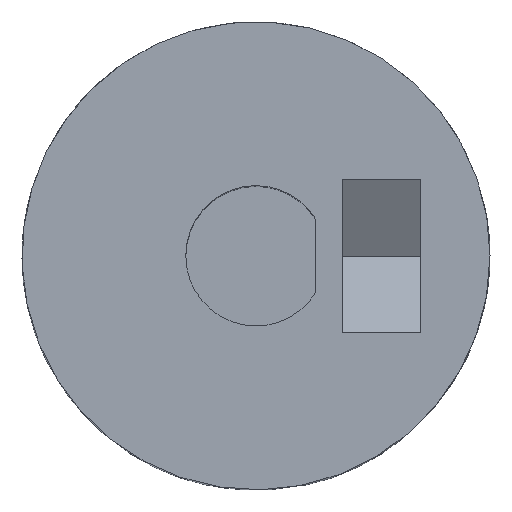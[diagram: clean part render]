
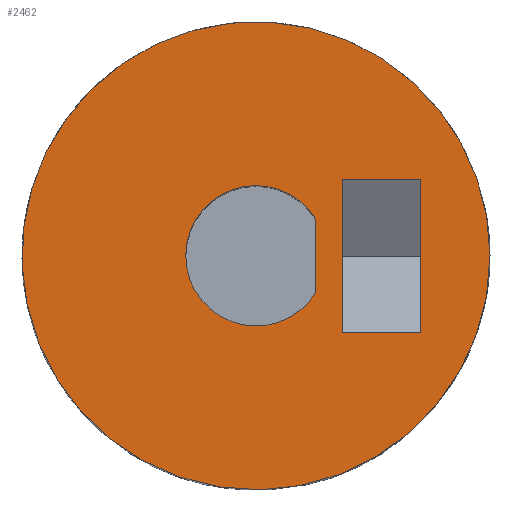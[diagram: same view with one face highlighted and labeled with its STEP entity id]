
A CAD part, top view. The second image highlights one B-rep face of the part: STEP entity #2462.
In plain terms, the highlighted planar face has unit normal (0, 0, 1).
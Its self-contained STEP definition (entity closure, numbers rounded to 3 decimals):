
#20=FACE_BOUND('',#548,.T.);
#21=FACE_BOUND('',#549,.T.);
#414=FACE_OUTER_BOUND('',#547,.T.);
#547=EDGE_LOOP('',(#2276));
#548=EDGE_LOOP('',(#2277,#2278,#2279,#2280));
#549=EDGE_LOOP('',(#2281,#2282));
#554=LINE('',#3228,#689);
#676=LINE('',#6788,#811);
#681=LINE('',#6799,#816);
#683=LINE('',#6807,#818);
#684=LINE('',#6809,#819);
#689=VECTOR('',#2682,2.828);
#811=VECTOR('',#3184,5.9);
#816=VECTOR('',#3195,3.);
#818=VECTOR('',#3205,5.9);
#819=VECTOR('',#3208,3.);
#822=CIRCLE('',#2470,2.7);
#875=CIRCLE('',#2653,9.);
#884=VERTEX_POINT('',#3225);
#885=VERTEX_POINT('',#3227);
#1124=VERTEX_POINT('',#6768);
#1130=VERTEX_POINT('',#6785);
#1131=VERTEX_POINT('',#6787);
#1134=VERTEX_POINT('',#6797);
#1136=VERTEX_POINT('',#6805);
#1143=EDGE_CURVE('',#885,#884,#554,.T.);
#1147=EDGE_CURVE('',#884,#885,#822,.T.);
#1501=EDGE_CURVE('',#1124,#1124,#875,.T.);
#1508=EDGE_CURVE('',#1131,#1130,#676,.T.);
#1514=EDGE_CURVE('',#1130,#1134,#681,.T.);
#1517=EDGE_CURVE('',#1134,#1136,#683,.T.);
#1518=EDGE_CURVE('',#1136,#1131,#684,.T.);
#2276=ORIENTED_EDGE('',*,*,#1501,.T.);
#2277=ORIENTED_EDGE('',*,*,#1517,.T.);
#2278=ORIENTED_EDGE('',*,*,#1518,.T.);
#2279=ORIENTED_EDGE('',*,*,#1508,.T.);
#2280=ORIENTED_EDGE('',*,*,#1514,.T.);
#2281=ORIENTED_EDGE('',*,*,#1147,.T.);
#2282=ORIENTED_EDGE('',*,*,#1143,.T.);
#2334=PLANE('',#2667);
#2462=ADVANCED_FACE('',(#414,#20,#21),#2334,.T.);
#2470=AXIS2_PLACEMENT_3D('',#3244,#2686,#2687);
#2653=AXIS2_PLACEMENT_3D('',#6769,#3166,#3167);
#2667=AXIS2_PLACEMENT_3D('',#6810,#3209,#3210);
#2682=DIRECTION('',(0.,-1.,0.));
#2686=DIRECTION('center_axis',(0.,0.,-1.));
#2687=DIRECTION('ref_axis',(-1.,0.,0.));
#3166=DIRECTION('center_axis',(0.,0.,1.));
#3167=DIRECTION('ref_axis',(-1.,0.,0.));
#3184=DIRECTION('',(0.,1.,0.));
#3195=DIRECTION('',(1.,0.,0.));
#3205=DIRECTION('',(0.,-1.,0.));
#3208=DIRECTION('',(-1.,0.,0.));
#3209=DIRECTION('center_axis',(0.,0.,1.));
#3210=DIRECTION('ref_axis',(1.,0.,0.));
#3225=CARTESIAN_POINT('',(2.3,-1.414,15.));
#3227=CARTESIAN_POINT('',(2.3,1.414,15.));
#3228=CARTESIAN_POINT('',(2.3,1.414,15.));
#3244=CARTESIAN_POINT('Origin',(0.,0.,15.));
#6768=CARTESIAN_POINT('',(9.,0.,15.));
#6769=CARTESIAN_POINT('Origin',(0.,0.,15.));
#6785=CARTESIAN_POINT('',(3.329,2.95,15.));
#6787=CARTESIAN_POINT('',(3.329,-2.95,15.));
#6788=CARTESIAN_POINT('',(3.329,-1.475,15.));
#6797=CARTESIAN_POINT('',(6.329,2.95,15.));
#6799=CARTESIAN_POINT('',(1.665,2.95,15.));
#6805=CARTESIAN_POINT('',(6.329,-2.95,15.));
#6807=CARTESIAN_POINT('',(6.329,1.475,15.));
#6809=CARTESIAN_POINT('',(3.165,-2.95,15.));
#6810=CARTESIAN_POINT('Origin',(0.,0.,
15.));
